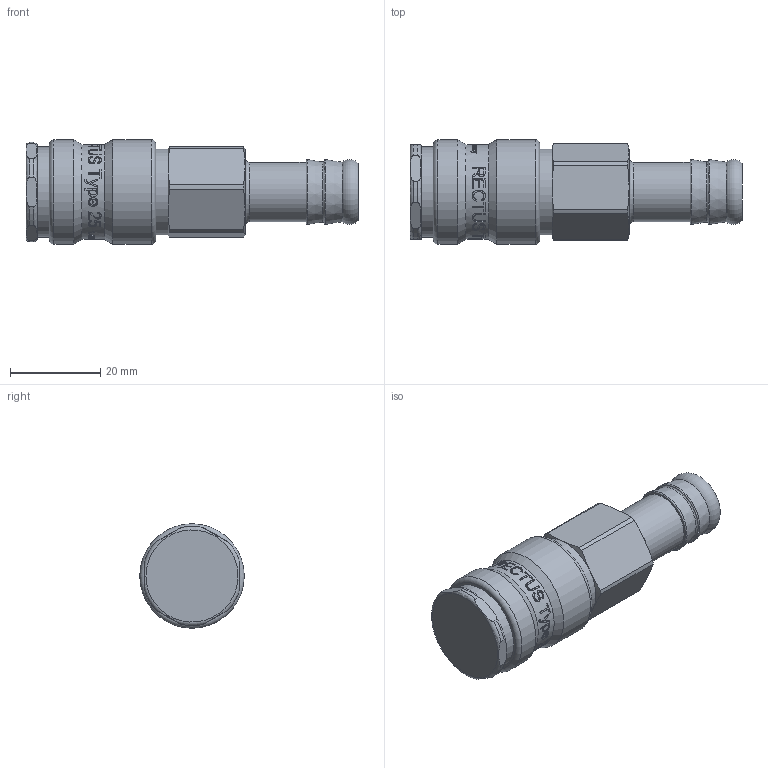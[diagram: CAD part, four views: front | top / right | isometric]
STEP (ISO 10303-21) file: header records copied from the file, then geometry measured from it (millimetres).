
FILE_DESCRIPTION((''),'2;1');
FILE_NAME('25kltf13rvx.stp','2013-01-29T13:42:02',('IA176480'),(''),'Autodesk Inventor 2011','Autodesk Inventor 2011','');
FILE_SCHEMA(('AUTOMOTIVE_DESIGN { 1 0 10303 214 1 1 1 1 }'));
Length unit declared in the file: millimetre
Products named in the file (1): D105795
Bounding box: 73.5 x 23.15 x 23.15 mm (x, y, z)
Volume: 19422.9 mm3; surface area: 8225.4 mm2
Topology: 2 solids, 2 shells, 605 faces, 1599 edges, 1059 vertices
Faces by surface type: bspline 289, plane 210, cylinder 79, cone 18, torus 9
Full cylindrical faces by diameter (mm): 13.1 x1, 16 x1, 17.25 x1, 18.95 x1, 19.35 x1, 20 x1, 20.05 x1, 21 x1, 23.15 x2
Entity records: 90579 total; most frequent: CARTESIAN_POINT 77387, ORIENTED_EDGE 3118, DIRECTION 1573, EDGE_CURVE 1559, VERTEX_POINT 1051, B_SPLINE_CURVE_WITH_KNOTS 776, EDGE_LOOP 700, FACE_OUTER_BOUND 605
